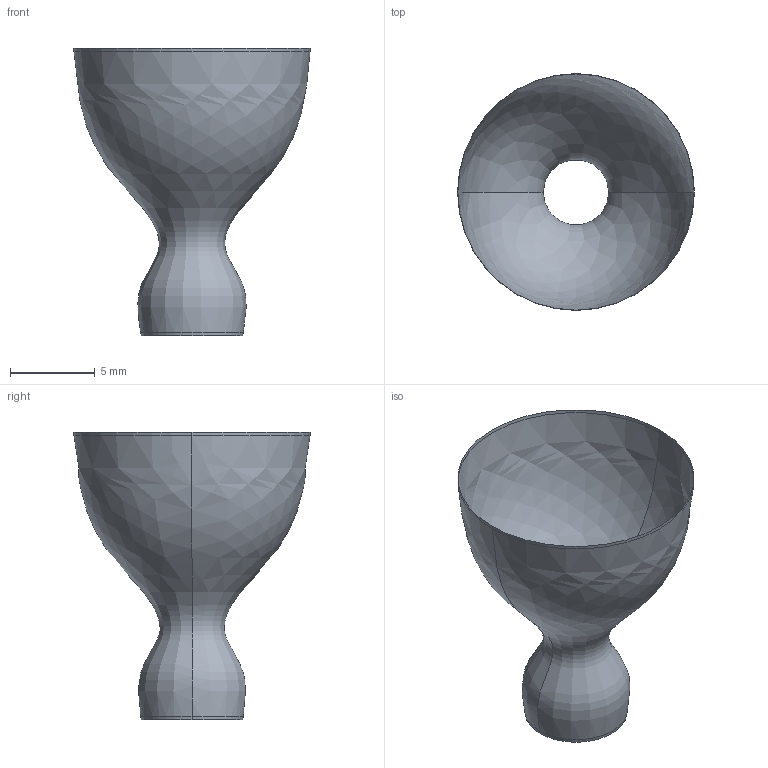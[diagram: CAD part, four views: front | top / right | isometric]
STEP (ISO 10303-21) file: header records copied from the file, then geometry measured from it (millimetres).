
FILE_DESCRIPTION(('STEP AP242'),'1');
FILE_NAME('Nozzle-shaped Surface.stp','2025-04-23T13:10:13',(' '),(' '),'Spatial InterOp 3D',' ',' ');
FILE_SCHEMA(('AP242_MANAGED_MODEL_BASED_3D_ENGINEERING_MIM_LF {1 0 10303 442 1 1 4}'));
Length unit declared in the file: millimetre
Products named in the file (1): surface
Bounding box: 14 x 14 x 17 mm (x, y, z)
Surface area: 508.6 mm2 (no closed solid volume)
Topology: 0 solids, 1 shells, 6 faces, 14 edges, 8 vertices
Faces by surface type: revolution 6
Entity records: 313 total; most frequent: CARTESIAN_POINT 107, DIRECTION 24, ORIENTED_EDGE 24, EDGE_CURVE 14, B_SPLINE_CURVE_WITH_KNOTS 12, AXIS2_PLACEMENT_3D 9, VERTEX_POINT 8, CIRCLE 8
